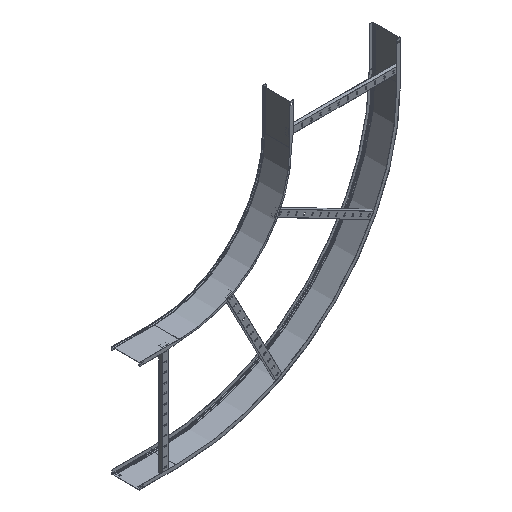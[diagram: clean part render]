
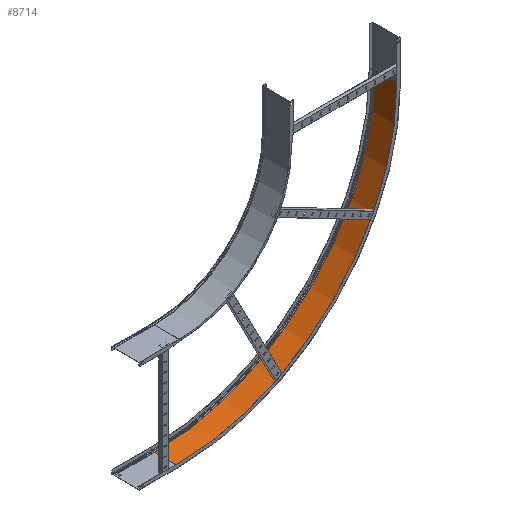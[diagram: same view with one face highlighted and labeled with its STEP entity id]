
A CAD part, isometric view. The second image highlights one B-rep face of the part: STEP entity #8714.
In plain terms, the highlighted cylindrical face has radius 1198.8 mm (diameter 2397.6 mm), a partial arc.
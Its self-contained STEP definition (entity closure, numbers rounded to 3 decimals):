
#105 = DIRECTION ( 'NONE',  ( 0., 0., 1. ) ) ;
#262 = EDGE_CURVE ( 'NONE', #317, #1861, #5155, .T. ) ;
#317 = VERTEX_POINT ( 'NONE', #4980 ) ;
#462 = DIRECTION ( 'NONE',  ( 0., 0., 1. ) ) ;
#774 = DIRECTION ( 'NONE',  ( 0., 0., 1. ) ) ;
#802 = DIRECTION ( 'NONE',  ( 0., -1., 0. ) ) ;
#857 = AXIS2_PLACEMENT_3D ( 'NONE', #5669, #2157, #774 ) ;
#892 = CARTESIAN_POINT ( 'NONE',  ( 1198.8, 0., 0. ) ) ;
#905 = CARTESIAN_POINT ( 'NONE',  ( 0., 134.499, 0. ) ) ;
#954 = CIRCLE ( 'NONE', #1901, 1198.8 ) ;
#1748 = VECTOR ( 'NONE', #7101, 1000. ) ;
#1808 = ORIENTED_EDGE ( 'NONE', *, *, #2180, .T. ) ;
#1861 = VERTEX_POINT ( 'NONE', #8260 ) ;
#1901 = AXIS2_PLACEMENT_3D ( 'NONE', #905, #3927, #462 ) ;
#2157 = DIRECTION ( 'NONE',  ( 0., 1., 0. ) ) ;
#2180 = EDGE_CURVE ( 'NONE', #1861, #4969, #954, .T. ) ;
#2324 = ORIENTED_EDGE ( 'NONE', *, *, #4798, .T. ) ;
#2425 = DIRECTION ( 'NONE',  ( 0., 1., 0. ) ) ;
#2589 = VECTOR ( 'NONE', #2425, 1000. ) ;
#2820 = FACE_OUTER_BOUND ( 'NONE', #7233, .T. ) ;
#3564 = LINE ( 'NONE', #5807, #2589 ) ;
#3927 = DIRECTION ( 'NONE',  ( 0., 1., 0. ) ) ;
#4290 = CARTESIAN_POINT ( 'NONE',  ( 0., 1.2, 0. ) ) ;
#4525 = EDGE_CURVE ( 'NONE', #4669, #4969, #3564, .T. ) ;
#4669 = VERTEX_POINT ( 'NONE', #8655 ) ;
#4798 = EDGE_CURVE ( 'NONE', #4669, #317, #7602, .T. ) ;
#4969 = VERTEX_POINT ( 'NONE', #5779 ) ;
#4980 = CARTESIAN_POINT ( 'NONE',  ( 1198.8, 1.2, 0. ) ) ;
#5035 = ORIENTED_EDGE ( 'NONE', *, *, #4525, .F. ) ;
#5155 = LINE ( 'NONE', #892, #1748 ) ;
#5669 = CARTESIAN_POINT ( 'NONE',  ( 0., 0., 0. ) ) ;
#5779 = CARTESIAN_POINT ( 'NONE',  ( 0., 134.499, -1198.8 ) ) ;
#5807 = CARTESIAN_POINT ( 'NONE',  ( 0., 2.2, -1198.8 ) ) ;
#6150 = AXIS2_PLACEMENT_3D ( 'NONE', #4290, #802, #105 ) ;
#6254 = CYLINDRICAL_SURFACE ( 'NONE', #857, 1198.8 ) ;
#7101 = DIRECTION ( 'NONE',  ( 0., 1., 0. ) ) ;
#7233 = EDGE_LOOP ( 'NONE', ( #1808, #5035, #2324, #8676 ) ) ;
#7602 = CIRCLE ( 'NONE', #6150, 1198.8 ) ;
#8260 = CARTESIAN_POINT ( 'NONE',  ( 1198.8, 134.499, 0. ) ) ;
#8655 = CARTESIAN_POINT ( 'NONE',  ( 0., 1.2, -1198.8 ) ) ;
#8676 = ORIENTED_EDGE ( 'NONE', *, *, #262, .T. ) ;
#8714 = ADVANCED_FACE ( 'NONE', ( #2820 ), #6254, .F. ) ;
